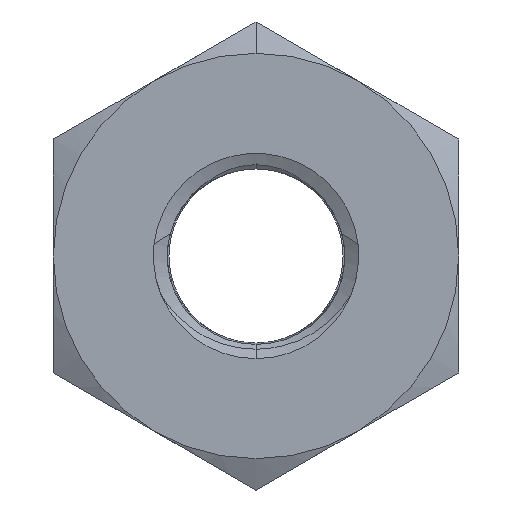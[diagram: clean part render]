
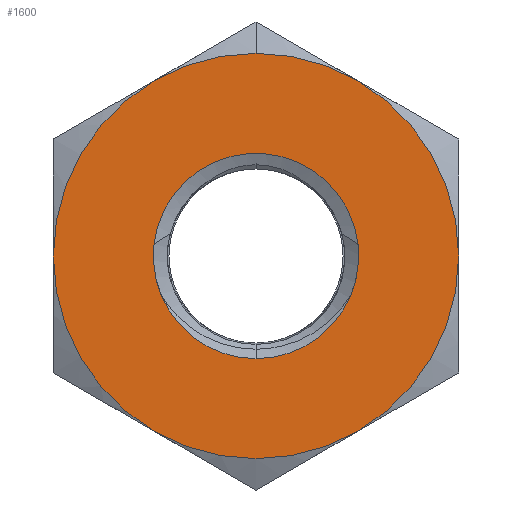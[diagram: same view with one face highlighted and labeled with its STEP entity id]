
A CAD part, front view. The second image highlights one B-rep face of the part: STEP entity #1600.
In plain terms, the highlighted planar face has unit normal (0, -1, 0).
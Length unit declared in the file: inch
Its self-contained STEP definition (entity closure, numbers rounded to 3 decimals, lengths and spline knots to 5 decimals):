
#60 = CIRCLE ( 'NONE', #1607, 0.095 ) ;
#75 = CARTESIAN_POINT ( 'NONE',  ( -0.1875, 0., 0. ) ) ;
#109 = AXIS2_PLACEMENT_3D ( 'NONE', #1492, #3232, #2240 ) ;
#160 = CARTESIAN_POINT ( 'NONE',  ( 0., 0., 0. ) ) ;
#168 = CARTESIAN_POINT ( 'NONE',  ( -0.09375, 0., 0.16238 ) ) ;
#177 = ORIENTED_EDGE ( 'NONE', *, *, #1647, .F. ) ;
#225 = CARTESIAN_POINT ( 'NONE',  ( 0., 0., 0. ) ) ;
#230 = VERTEX_POINT ( 'NONE', #610 ) ;
#233 = DIRECTION ( 'NONE',  ( 0., -1., 0. ) ) ;
#296 = CIRCLE ( 'NONE', #2171, 0.1875 ) ;
#302 = CARTESIAN_POINT ( 'NONE',  ( 0.08809, 0., -0.03558 ) ) ;
#367 = ORIENTED_EDGE ( 'NONE', *, *, #1606, .F. ) ;
#396 = CARTESIAN_POINT ( 'NONE',  ( 0., 0., 0. ) ) ;
#409 = FACE_BOUND ( 'NONE', #3191, .T. ) ;
#467 = ORIENTED_EDGE ( 'NONE', *, *, #694, .T. ) ;
#470 = AXIS2_PLACEMENT_3D ( 'NONE', #160, #3005, #1961 ) ;
#479 = CARTESIAN_POINT ( 'NONE',  ( -0.09375, 0., -0.16238 ) ) ;
#482 = VERTEX_POINT ( 'NONE', #2498 ) ;
#488 = EDGE_LOOP ( 'NONE', ( #1962, #3240, #2362, #467, #3023, #1756, #2634 ) ) ;
#493 = AXIS2_PLACEMENT_3D ( 'NONE', #396, #2691, #1695 ) ;
#496 = CIRCLE ( 'NONE', #774, 0.095 ) ;
#510 = DIRECTION ( 'NONE',  ( 0., -1., 0. ) ) ;
#516 = EDGE_CURVE ( 'NONE', #482, #1643, #1498, .T. ) ;
#541 = AXIS2_PLACEMENT_3D ( 'NONE', #2587, #2331, #1548 ) ;
#543 = VERTEX_POINT ( 'NONE', #3271 ) ;
#610 = CARTESIAN_POINT ( 'NONE',  ( -0.08809, 0., -0.03558 ) ) ;
#612 = AXIS2_PLACEMENT_3D ( 'NONE', #3238, #233, #2768 ) ;
#689 = VERTEX_POINT ( 'NONE', #1274 ) ;
#694 = EDGE_CURVE ( 'NONE', #3094, #2827, #1163, .T. ) ;
#735 = DIRECTION ( 'NONE',  ( 0., 0., -1. ) ) ;
#747 = DIRECTION ( 'NONE',  ( 0., -1., 0. ) ) ;
#774 = AXIS2_PLACEMENT_3D ( 'NONE', #2731, #1199, #1210 ) ;
#783 = ORIENTED_EDGE ( 'NONE', *, *, #955, .F. ) ;
#889 = AXIS2_PLACEMENT_3D ( 'NONE', #1322, #1075, #3101 ) ;
#955 = EDGE_CURVE ( 'NONE', #689, #230, #2574, .T. ) ;
#1025 = CARTESIAN_POINT ( 'NONE',  ( 0., 0., 0. ) ) ;
#1052 = CIRCLE ( 'NONE', #541, 0.1875 ) ;
#1075 = DIRECTION ( 'NONE',  ( 0., -1., 0. ) ) ;
#1121 = AXIS2_PLACEMENT_3D ( 'NONE', #2559, #510, #3019 ) ;
#1134 = DIRECTION ( 'NONE',  ( 0., 0., -1. ) ) ;
#1139 = VERTEX_POINT ( 'NONE', #168 ) ;
#1155 = EDGE_CURVE ( 'NONE', #3056, #3026, #2993, .T. ) ;
#1163 = CIRCLE ( 'NONE', #889, 0.1875 ) ;
#1199 = DIRECTION ( 'NONE',  ( 0., -1., 0. ) ) ;
#1210 = DIRECTION ( 'NONE',  ( 0., 0., -1. ) ) ;
#1232 = CARTESIAN_POINT ( 'NONE',  ( 0.1875, 0., 0. ) ) ;
#1245 = DIRECTION ( 'NONE',  ( 0., 0., -1. ) ) ;
#1265 = DIRECTION ( 'NONE',  ( 0., 0., -1. ) ) ;
#1274 = CARTESIAN_POINT ( 'NONE',  ( -0.09432, 0., 0.01134 ) ) ;
#1302 = CIRCLE ( 'NONE', #1306, 0.1875 ) ;
#1306 = AXIS2_PLACEMENT_3D ( 'NONE', #2458, #2153, #1134 ) ;
#1322 = CARTESIAN_POINT ( 'NONE',  ( 0., 0., 0. ) ) ;
#1371 = EDGE_CURVE ( 'NONE', #2397, #1139, #1052, .T. ) ;
#1413 = VERTEX_POINT ( 'NONE', #1825 ) ;
#1492 = CARTESIAN_POINT ( 'NONE',  ( 0., 0., -0.21651 ) ) ;
#1498 = CIRCLE ( 'NONE', #612, 0.1875 ) ;
#1528 = DIRECTION ( 'NONE',  ( 0., 0., -1. ) ) ;
#1548 = DIRECTION ( 'NONE',  ( 0., 0., -1. ) ) ;
#1600 = ADVANCED_FACE ( 'NONE', ( #409, #3276 ), #2473, .F. ) ;
#1606 = EDGE_CURVE ( 'NONE', #1413, #689, #496, .T. ) ;
#1607 = AXIS2_PLACEMENT_3D ( 'NONE', #225, #3277, #735 ) ;
#1643 = VERTEX_POINT ( 'NONE', #1232 ) ;
#1647 = EDGE_CURVE ( 'NONE', #230, #3056, #2182, .T. ) ;
#1695 = DIRECTION ( 'NONE',  ( 0., 0., -1. ) ) ;
#1742 = DIRECTION ( 'NONE',  ( 0., -1., 0. ) ) ;
#1756 = ORIENTED_EDGE ( 'NONE', *, *, #516, .T. ) ;
#1780 = DIRECTION ( 'NONE',  ( 0., -1., 0. ) ) ;
#1781 = ORIENTED_EDGE ( 'NONE', *, *, #1155, .F. ) ;
#1807 = CARTESIAN_POINT ( 'NONE',  ( 0., 0., 0. ) ) ;
#1825 = CARTESIAN_POINT ( 'NONE',  ( 0.09432, 0., 0.01134 ) ) ;
#1857 = CARTESIAN_POINT ( 'NONE',  ( 0., 0., -0.095 ) ) ;
#1881 = AXIS2_PLACEMENT_3D ( 'NONE', #1025, #1780, #1265 ) ;
#1961 = DIRECTION ( 'NONE',  ( 0., 0., -1. ) ) ;
#1962 = ORIENTED_EDGE ( 'NONE', *, *, #3161, .T. ) ;
#2153 = DIRECTION ( 'NONE',  ( 0., -1., 0. ) ) ;
#2163 = EDGE_CURVE ( 'NONE', #3026, #1413, #60, .T. ) ;
#2171 = AXIS2_PLACEMENT_3D ( 'NONE', #1807, #747, #1528 ) ;
#2182 = CIRCLE ( 'NONE', #470, 0.095 ) ;
#2240 = DIRECTION ( 'NONE',  ( 0., 0., 1. ) ) ;
#2331 = DIRECTION ( 'NONE',  ( 0., -1., 0. ) ) ;
#2362 = ORIENTED_EDGE ( 'NONE', *, *, #2752, .T. ) ;
#2397 = VERTEX_POINT ( 'NONE', #2515 ) ;
#2458 = CARTESIAN_POINT ( 'NONE',  ( 0., 0., 0. ) ) ;
#2473 = PLANE ( 'NONE',  #109 ) ;
#2498 = CARTESIAN_POINT ( 'NONE',  ( 0.09375, 0., -0.16238 ) ) ;
#2515 = CARTESIAN_POINT ( 'NONE',  ( 0., 0., 0.1875 ) ) ;
#2518 = CARTESIAN_POINT ( 'NONE',  ( 0., 0., 0. ) ) ;
#2559 = CARTESIAN_POINT ( 'NONE',  ( 0., 0., 0. ) ) ;
#2574 = CIRCLE ( 'NONE', #3080, 0.095 ) ;
#2587 = CARTESIAN_POINT ( 'NONE',  ( 0., 0., 0. ) ) ;
#2634 = ORIENTED_EDGE ( 'NONE', *, *, #2895, .T. ) ;
#2691 = DIRECTION ( 'NONE',  ( 0., -1., 0. ) ) ;
#2731 = CARTESIAN_POINT ( 'NONE',  ( 0., 0., 0. ) ) ;
#2752 = EDGE_CURVE ( 'NONE', #1139, #3094, #1302, .T. ) ;
#2768 = DIRECTION ( 'NONE',  ( 0., 0., -1. ) ) ;
#2786 = ORIENTED_EDGE ( 'NONE', *, *, #2163, .F. ) ;
#2827 = VERTEX_POINT ( 'NONE', #479 ) ;
#2895 = EDGE_CURVE ( 'NONE', #1643, #543, #3085, .T. ) ;
#2914 = CIRCLE ( 'NONE', #1121, 0.1875 ) ;
#2993 = CIRCLE ( 'NONE', #493, 0.095 ) ;
#3005 = DIRECTION ( 'NONE',  ( 0., -1., 0. ) ) ;
#3019 = DIRECTION ( 'NONE',  ( 0., 0., -1. ) ) ;
#3023 = ORIENTED_EDGE ( 'NONE', *, *, #3255, .T. ) ;
#3026 = VERTEX_POINT ( 'NONE', #302 ) ;
#3056 = VERTEX_POINT ( 'NONE', #1857 ) ;
#3080 = AXIS2_PLACEMENT_3D ( 'NONE', #2518, #1742, #1245 ) ;
#3085 = CIRCLE ( 'NONE', #1881, 0.1875 ) ;
#3094 = VERTEX_POINT ( 'NONE', #75 ) ;
#3101 = DIRECTION ( 'NONE',  ( 0., 0., -1. ) ) ;
#3161 = EDGE_CURVE ( 'NONE', #543, #2397, #296, .T. ) ;
#3191 = EDGE_LOOP ( 'NONE', ( #2786, #1781, #177, #783, #367 ) ) ;
#3232 = DIRECTION ( 'NONE',  ( 0., 1., 0. ) ) ;
#3238 = CARTESIAN_POINT ( 'NONE',  ( 0., 0., 0. ) ) ;
#3240 = ORIENTED_EDGE ( 'NONE', *, *, #1371, .T. ) ;
#3255 = EDGE_CURVE ( 'NONE', #2827, #482, #2914, .T. ) ;
#3271 = CARTESIAN_POINT ( 'NONE',  ( 0.09375, 0., 0.16238 ) ) ;
#3276 = FACE_OUTER_BOUND ( 'NONE', #488, .T. ) ;
#3277 = DIRECTION ( 'NONE',  ( 0., -1., 0. ) ) ;
